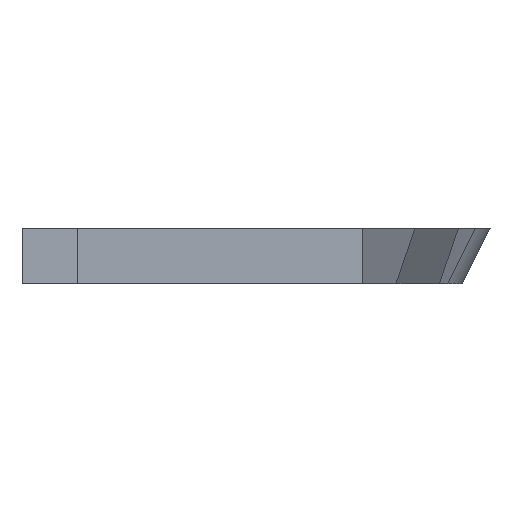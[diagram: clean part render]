
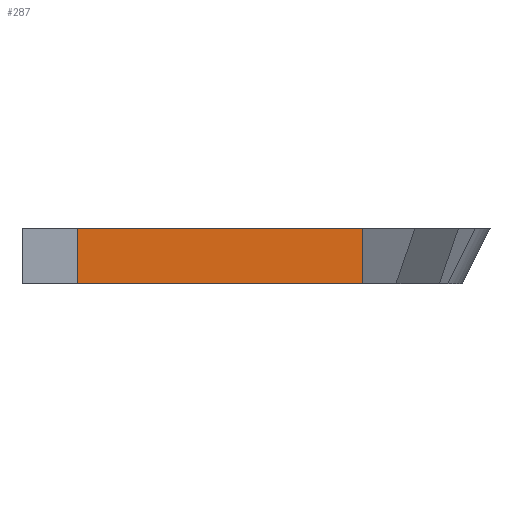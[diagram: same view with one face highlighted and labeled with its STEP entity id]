
A CAD part, front view. The second image highlights one B-rep face of the part: STEP entity #287.
In plain terms, the highlighted planar face has unit normal (0, -1, 0).
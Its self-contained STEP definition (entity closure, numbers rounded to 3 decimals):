
#16 = CARTESIAN_POINT ( 'NONE',  ( 61.697, 0., 10. ) ) ;
#40 = DIRECTION ( 'NONE',  ( 1., 0., 0. ) ) ;
#41 = CARTESIAN_POINT ( 'NONE',  ( 0., 0., 10. ) ) ;
#70 = CARTESIAN_POINT ( 'NONE',  ( 10., 0., 0. ) ) ;
#102 = DIRECTION ( 'NONE',  ( 0., 0., 1. ) ) ;
#103 = CARTESIAN_POINT ( 'NONE',  ( 10., 0., 0. ) ) ;
#104 = DIRECTION ( 'NONE',  ( 0., 0., 1. ) ) ;
#107 = CARTESIAN_POINT ( 'NONE',  ( 61.697, 0., -140. ) ) ;
#151 = DIRECTION ( 'NONE',  ( 1., 0., 0. ) ) ;
#152 = CARTESIAN_POINT ( 'NONE',  ( 0., 0., 0. ) ) ;
#174 = CARTESIAN_POINT ( 'NONE',  ( 61.697, 0., 0. ) ) ;
#179 = DIRECTION ( 'NONE',  ( 0., 0., 1. ) ) ;
#180 = DIRECTION ( 'NONE',  ( 0., 1., 0. ) ) ;
#182 = CARTESIAN_POINT ( 'NONE',  ( 0., 0., 10. ) ) ;
#183 = PLANE ( 'NONE',  #383 ) ;
#221 = CARTESIAN_POINT ( 'NONE',  ( 10., 0., 10. ) ) ;
#287 = ADVANCED_FACE ( 'NONE', ( #551 ), #183, .F. ) ;
#294 = EDGE_CURVE ( 'NONE', #673, #674, #558, .T. ) ;
#308 = EDGE_CURVE ( 'NONE', #674, #689, #573, .T. ) ;
#309 = EDGE_CURVE ( 'NONE', #673, #685, #574, .T. ) ;
#328 = EDGE_CURVE ( 'NONE', #685, #689, #592, .T. ) ;
#383 = AXIS2_PLACEMENT_3D ( 'NONE', #182, #180, #179 ) ;
#390 = VECTOR ( 'NONE', #151, 1000. ) ;
#404 = VECTOR ( 'NONE', #104, 1000. ) ;
#405 = VECTOR ( 'NONE', #102, 1000. ) ;
#423 = VECTOR ( 'NONE', #40, 1000. ) ;
#551 = FACE_OUTER_BOUND ( 'NONE', #650, .T. ) ;
#558 = LINE ( 'NONE', #152, #390 ) ;
#573 = LINE ( 'NONE', #107, #404 ) ;
#574 = LINE ( 'NONE', #103, #405 ) ;
#592 = LINE ( 'NONE', #41, #423 ) ;
#650 = EDGE_LOOP ( 'NONE', ( #738, #739, #696, #740 ) ) ;
#673 = VERTEX_POINT ( 'NONE', #70 ) ;
#674 = VERTEX_POINT ( 'NONE', #174 ) ;
#685 = VERTEX_POINT ( 'NONE', #221 ) ;
#689 = VERTEX_POINT ( 'NONE', #16 ) ;
#696 = ORIENTED_EDGE ( 'NONE', *, *, #328, .F. ) ;
#738 = ORIENTED_EDGE ( 'NONE', *, *, #294, .T. ) ;
#739 = ORIENTED_EDGE ( 'NONE', *, *, #308, .T. ) ;
#740 = ORIENTED_EDGE ( 'NONE', *, *, #309, .F. ) ;
